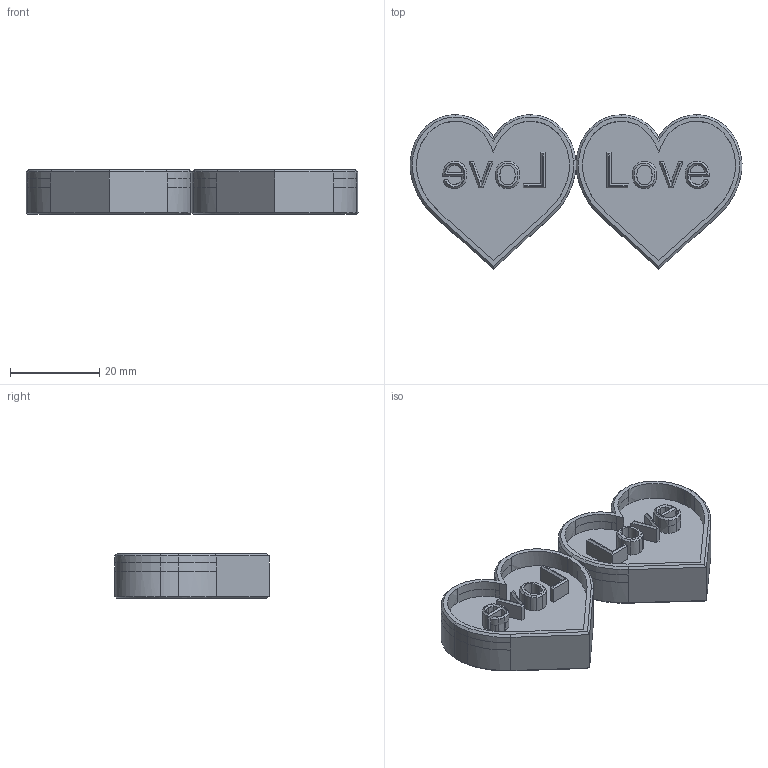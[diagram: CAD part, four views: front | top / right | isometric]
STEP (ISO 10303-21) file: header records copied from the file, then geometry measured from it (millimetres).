
FILE_DESCRIPTION(/* description */ (''),/* implementation_level */ '2;1');
FILE_NAME(/* name */ 'soap marker.step',/* time_stamp */ '2021-11-15T23:06:35+01:00',/* author */ (''),/* organization */ (''),/* preprocessor_version */ 'ST-DEVELOPER v18.1',/* originating_system */ 'Autodesk Translation Framework v10.10.0.1391',/* authorisation */ '');
FILE_SCHEMA (('AUTOMOTIVE_DESIGN { 1 0 10303 214 3 1 1 }'));
Length unit declared in the file: centimetre
Products named in the file (1): soap pushzer
Bounding box: 74.29 x 34.54 x 10 mm (x, y, z)
Volume: 11981.3 mm3; surface area: 7857.3 mm2
Topology: 2 solids, 2 shells, 376 faces, 896 edges, 544 vertices
Faces by surface type: bspline 246, plane 114, cylinder 8, cone 8
Full cylindrical faces by diameter (mm): 3 x8
Entity records: 15956 total; most frequent: CARTESIAN_POINT 8931, ORIENTED_EDGE 1792, EDGE_CURVE 896, DIRECTION 736, VERTEX_POINT 544, B_SPLINE_CURVE_WITH_KNOTS 450, LINE 418, VECTOR 418
